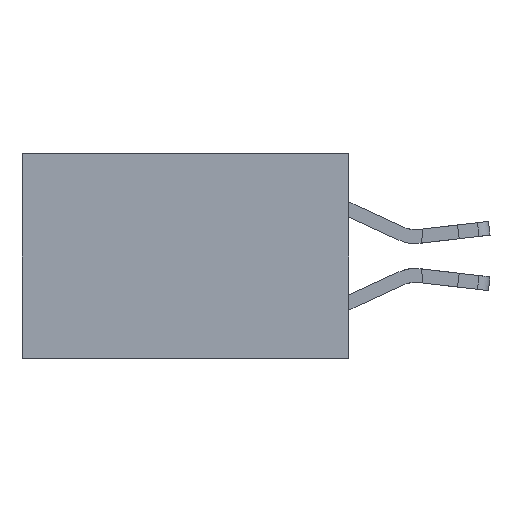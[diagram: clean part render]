
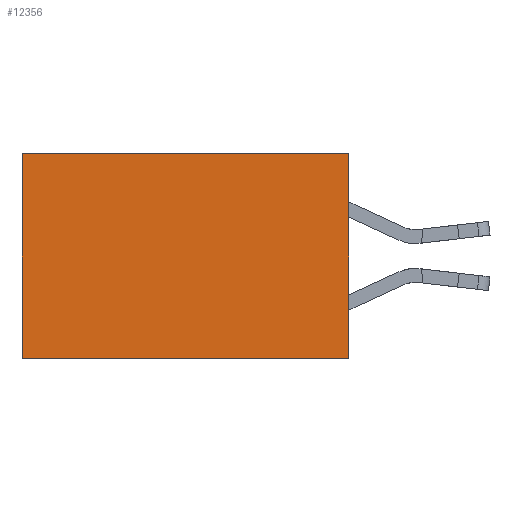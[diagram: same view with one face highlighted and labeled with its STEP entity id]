
A CAD part, left-side view. The second image highlights one B-rep face of the part: STEP entity #12356.
In plain terms, the highlighted planar face has unit normal (-1, 0, 0).
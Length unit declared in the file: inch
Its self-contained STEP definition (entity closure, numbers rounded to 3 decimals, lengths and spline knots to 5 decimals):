
#1130 = DIRECTION ( 'NONE',  ( 0., 0., -1. ) ) ;
#2077 = CARTESIAN_POINT ( 'NONE',  ( 0.277, 0., -0.37 ) ) ;
#2167 = DIRECTION ( 'NONE',  ( 0., 0., -1. ) ) ;
#3026 = DIRECTION ( 'NONE',  ( 0., 0., -1. ) ) ;
#3220 = VECTOR ( 'NONE', #13290, 39.37008 ) ;
#3229 = CARTESIAN_POINT ( 'NONE',  ( 0.277, 0., -0.37 ) ) ;
#3876 = VECTOR ( 'NONE', #3026, 39.37008 ) ;
#3998 = DIRECTION ( 'NONE',  ( 0., 1., 0. ) ) ;
#4084 = CARTESIAN_POINT ( 'NONE',  ( 0.277, 0., -0.37 ) ) ;
#4721 = AXIS2_PLACEMENT_3D ( 'NONE', #2077, #13721, #2167 ) ;
#7510 = CARTESIAN_POINT ( 'NONE',  ( 0.277, 0., 0. ) ) ;
#7574 = ORIENTED_EDGE ( 'NONE', *, *, #13333, .T. ) ;
#7997 = EDGE_CURVE ( 'NONE', #23342, #23516, #19612, .T. ) ;
#8064 = EDGE_CURVE ( 'NONE', #23079, #23342, #22662, .T. ) ;
#8415 = LINE ( 'NONE', #7510, #3220 ) ;
#9187 = VECTOR ( 'NONE', #1130, 39.37008 ) ;
#9912 = PLANE ( 'NONE',  #4721 ) ;
#10056 = CARTESIAN_POINT ( 'NONE',  ( 0.277, 0.59, 0. ) ) ;
#10480 = CARTESIAN_POINT ( 'NONE',  ( 0.277, 0.59, -0.37 ) ) ;
#10813 = CARTESIAN_POINT ( 'NONE',  ( 0.277, 0.59, -0.37 ) ) ;
#11029 = FACE_OUTER_BOUND ( 'NONE', #12619, .T. ) ;
#11375 = VERTEX_POINT ( 'NONE', #10056 ) ;
#12167 = ORIENTED_EDGE ( 'NONE', *, *, #7997, .F. ) ;
#12356 = ADVANCED_FACE ( 'NONE', ( #11029 ), #9912, .F. ) ;
#12619 = EDGE_LOOP ( 'NONE', ( #7574, #12167, #21252, #22950 ) ) ;
#13290 = DIRECTION ( 'NONE',  ( 0., 1., 0. ) ) ;
#13333 = EDGE_CURVE ( 'NONE', #11375, #23516, #19148, .T. ) ;
#13721 = DIRECTION ( 'NONE',  ( 1., 0., 0. ) ) ;
#14679 = VECTOR ( 'NONE', #3998, 39.37008 ) ;
#17516 = CARTESIAN_POINT ( 'NONE',  ( 0.277, 0., -0.37 ) ) ;
#18110 = EDGE_CURVE ( 'NONE', #23079, #11375, #8415, .T. ) ;
#19148 = LINE ( 'NONE', #10813, #9187 ) ;
#19612 = LINE ( 'NONE', #4084, #14679 ) ;
#21252 = ORIENTED_EDGE ( 'NONE', *, *, #8064, .F. ) ;
#22662 = LINE ( 'NONE', #3229, #3876 ) ;
#22950 = ORIENTED_EDGE ( 'NONE', *, *, #18110, .T. ) ;
#23079 = VERTEX_POINT ( 'NONE', #23954 ) ;
#23342 = VERTEX_POINT ( 'NONE', #17516 ) ;
#23516 = VERTEX_POINT ( 'NONE', #10480 ) ;
#23954 = CARTESIAN_POINT ( 'NONE',  ( 0.277, 0., 0. ) ) ;
